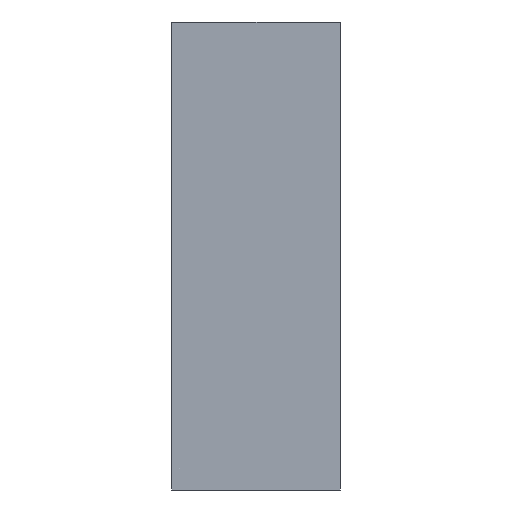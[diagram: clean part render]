
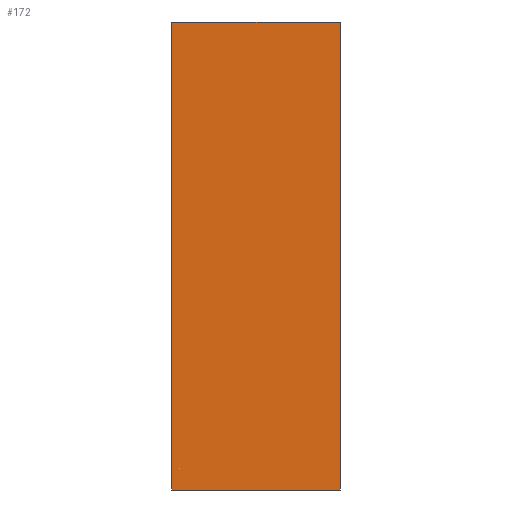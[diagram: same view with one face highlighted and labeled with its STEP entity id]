
A CAD part, left-side view. The second image highlights one B-rep face of the part: STEP entity #172.
In plain terms, the highlighted planar face has unit normal (-1, 0, 0).
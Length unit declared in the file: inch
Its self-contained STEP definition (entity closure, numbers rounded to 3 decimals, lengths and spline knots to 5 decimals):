
#12 = VERTEX_POINT ( 'NONE', #658 ) ;
#14 = VECTOR ( 'NONE', #61, 39.37008 ) ;
#23 = EDGE_CURVE ( 'NONE', #431, #12, #175, .T. ) ;
#26 = CARTESIAN_POINT ( 'NONE',  ( 0., 0., 0. ) ) ;
#36 = CARTESIAN_POINT ( 'NONE',  ( 0., 0.45, 1.25 ) ) ;
#37 = LINE ( 'NONE', #815, #14 ) ;
#45 = VECTOR ( 'NONE', #849, 39.37008 ) ;
#61 = DIRECTION ( 'NONE',  ( 0., 0., -1. ) ) ;
#70 = ORIENTED_EDGE ( 'NONE', *, *, #350, .F. ) ;
#76 = LINE ( 'NONE', #720, #414 ) ;
#98 = EDGE_LOOP ( 'NONE', ( #573, #70, #590, #374 ) ) ;
#101 = DIRECTION ( 'NONE',  ( 0., 0., -1. ) ) ;
#114 = DIRECTION ( 'NONE',  ( 0., 0., -1. ) ) ;
#125 = FACE_OUTER_BOUND ( 'NONE', #98, .T. ) ;
#164 = CARTESIAN_POINT ( 'NONE',  ( 0., 0.45, 0. ) ) ;
#172 = ADVANCED_FACE ( 'NONE', ( #125 ), #618, .F. ) ;
#175 = LINE ( 'NONE', #26, #45 ) ;
#178 = LINE ( 'NONE', #36, #826 ) ;
#246 = VERTEX_POINT ( 'NONE', #476 ) ;
#269 = CARTESIAN_POINT ( 'NONE',  ( 0., 0., 1.25 ) ) ;
#294 = DIRECTION ( 'NONE',  ( 0., -1., 0. ) ) ;
#350 = EDGE_CURVE ( 'NONE', #773, #12, #37, .T. ) ;
#374 = ORIENTED_EDGE ( 'NONE', *, *, #817, .T. ) ;
#410 = CARTESIAN_POINT ( 'NONE',  ( 0., 0., 1.25 ) ) ;
#414 = VECTOR ( 'NONE', #294, 39.37008 ) ;
#431 = VERTEX_POINT ( 'NONE', #164 ) ;
#439 = DIRECTION ( 'NONE',  ( 1., 0., 0. ) ) ;
#476 = CARTESIAN_POINT ( 'NONE',  ( 0., 0.45, 1.25 ) ) ;
#491 = AXIS2_PLACEMENT_3D ( 'NONE', #269, #439, #114 ) ;
#520 = EDGE_CURVE ( 'NONE', #246, #773, #76, .T. ) ;
#573 = ORIENTED_EDGE ( 'NONE', *, *, #23, .T. ) ;
#590 = ORIENTED_EDGE ( 'NONE', *, *, #520, .F. ) ;
#618 = PLANE ( 'NONE',  #491 ) ;
#658 = CARTESIAN_POINT ( 'NONE',  ( 0., 0., 0. ) ) ;
#720 = CARTESIAN_POINT ( 'NONE',  ( 0., 0., 1.25 ) ) ;
#773 = VERTEX_POINT ( 'NONE', #410 ) ;
#815 = CARTESIAN_POINT ( 'NONE',  ( 0., 0., 1.25 ) ) ;
#817 = EDGE_CURVE ( 'NONE', #246, #431, #178, .T. ) ;
#826 = VECTOR ( 'NONE', #101, 39.37008 ) ;
#849 = DIRECTION ( 'NONE',  ( 0., -1., 0. ) ) ;
